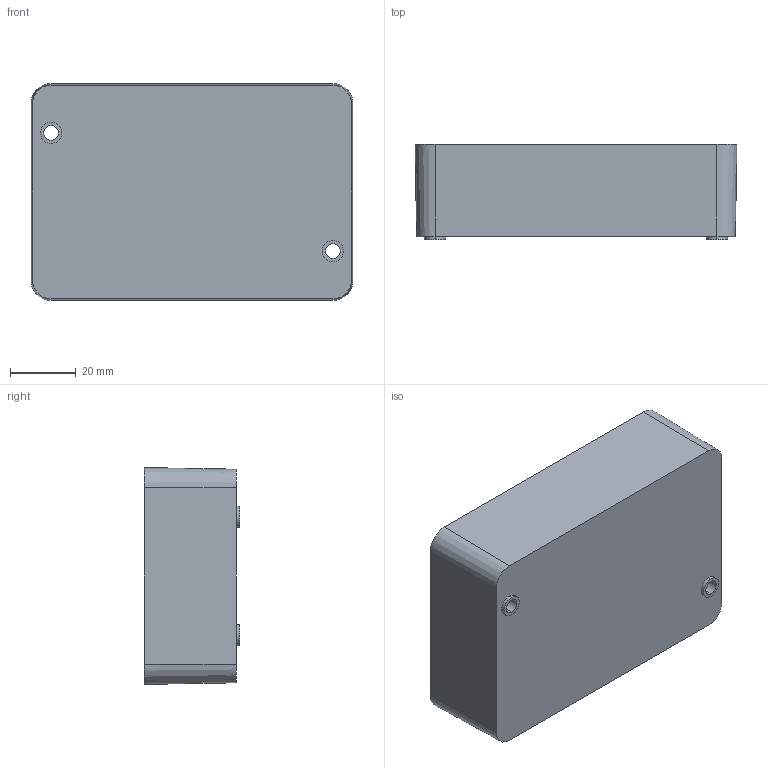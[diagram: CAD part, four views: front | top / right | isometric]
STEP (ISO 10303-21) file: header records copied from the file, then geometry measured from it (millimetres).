
FILE_DESCRIPTION (( 'STEP AP203' ), '1' );
FILE_NAME ('FIBOX_EU071003B.STEP', '2005-08-03T07:50:30', ( ' ' ), ( ' ' ), 'SwSTEP 2.0', 'SolidWorks 2005187', '' );
FILE_SCHEMA (( 'CONFIG_CONTROL_DESIGN' ));
Length unit declared in the file: millimetre
Products named in the file (1): FIBOX_EU071003B
Bounding box: 98 x 29 x 66 mm (x, y, z)
Volume: 50264.5 mm3; surface area: 32937.4 mm2
Topology: 1 solids, 1 shells, 240 faces, 606 edges, 404 vertices
Faces by surface type: plane 136, cylinder 96, cone 8
Entity records: 7359 total; most frequent: DIRECTION 1294, CARTESIAN_POINT 1275, ORIENTED_EDGE 1212, EDGE_CURVE 606, AXIS2_PLACEMENT_3D 452, VERTEX_POINT 404, VECTOR 390, LINE 390
